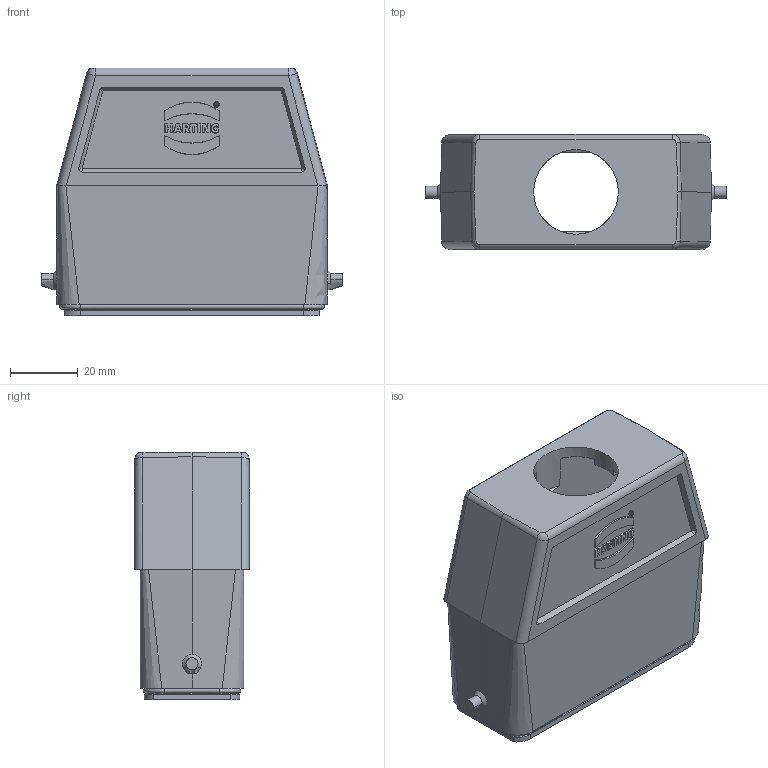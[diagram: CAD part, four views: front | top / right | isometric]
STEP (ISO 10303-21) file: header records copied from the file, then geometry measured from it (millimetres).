
FILE_DESCRIPTION(/* description */ (''),/* implementation_level */ '2;1');
FILE_NAME(/* name */ '100542473ugm000_d.stp',/* time_stamp */ '2018-09-04T09:23:18+02:00',/* author */ (''),/* organization */ (''),/* preprocessor_version */ 'ST-DEVELOPER v16.7',/* originating_system */ 'SIEMENS PLM Software NX 12.0',/* authorisation */ '');
FILE_SCHEMA (('AUTOMOTIVE_DESIGN { 1 0 10303 214 3 1 1 1 }'));
Length unit declared in the file: millimetre
Products named in the file (1): 100542473ugm000_d
Bounding box: 88.9 x 33.9 x 73.1 mm (x, y, z)
Volume: 60898.3 mm3; surface area: 33193.4 mm2
Topology: 1 solids, 1 shells, 377 faces, 1549 edges, 1743 vertices
Faces by surface type: plane 274, cylinder 39, cone 38, bspline 22, sphere 4
Full cylindrical faces by diameter (mm): 3 x4, 25 x1
Entity records: 22900 total; most frequent: CARTESIAN_POINT 7867, ORIENTED_EDGE 1982, DIRECTION 1900, EDGE_CURVE 991, PRESENTATION_STYLE_ASSIGNMENT 915, LINE 870, VECTOR 870, VERTEX_POINT 665
